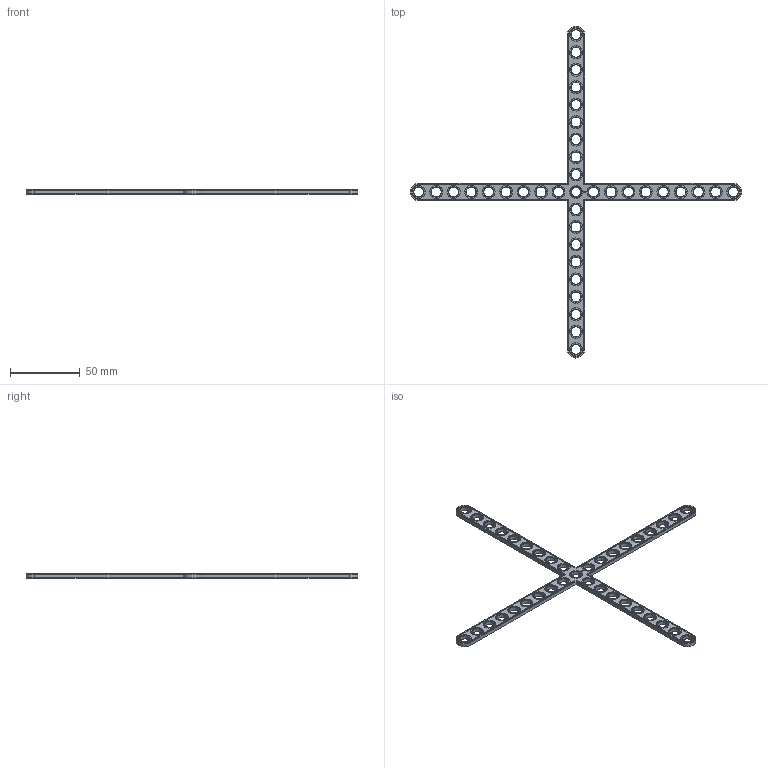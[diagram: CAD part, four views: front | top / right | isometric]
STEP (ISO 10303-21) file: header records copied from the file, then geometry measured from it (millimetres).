
FILE_DESCRIPTION(('FreeCAD Model'),'2;1');
FILE_NAME('Open CASCADE Shape Model','2023-10-20T20:36:16',(''),(''), 'Open CASCADE STEP processor 7.6','FreeCAD','Unknown');
FILE_SCHEMA(('AUTOMOTIVE_DESIGN { 1 0 10303 214 1 1 1 1 }'));
Products named in the file (1): Brace CRS STD SYM ER BU19x00,25 - SPN-BRC-0608 (stemfie.org)
Bounding box: 237.5 x 237.5 x 3.12 mm (x, y, z)
Volume: 12801 mm3; surface area: 13820.7 mm2
Topology: 1 solids, 1 shells, 785 faces, 2043 edges, 1334 vertices
Faces by surface type: plane 373, extrusion 234, cone 96, cylinder 82
Full cylindrical faces by diameter (mm): 7 x37, 9.2 x37
Entity records: 52159 total; most frequent: CARTESIAN_POINT 13802, DIRECTION 5901, VECTOR 4137, ORIENTED_EDGE 4086, PCURVE 4086, DEFINITIONAL_REPRESENTATION 4086, LINE 3903, EDGE_CURVE 2043
